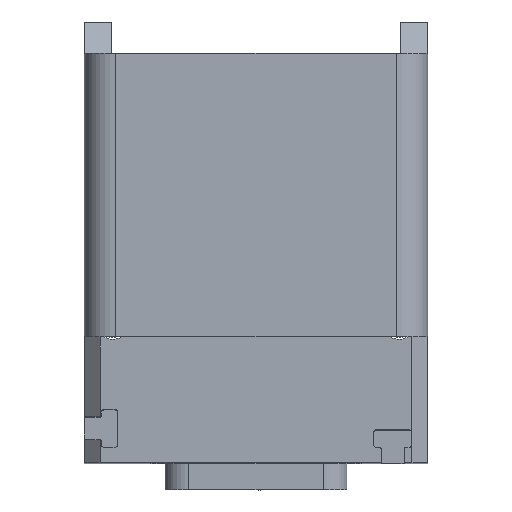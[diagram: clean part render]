
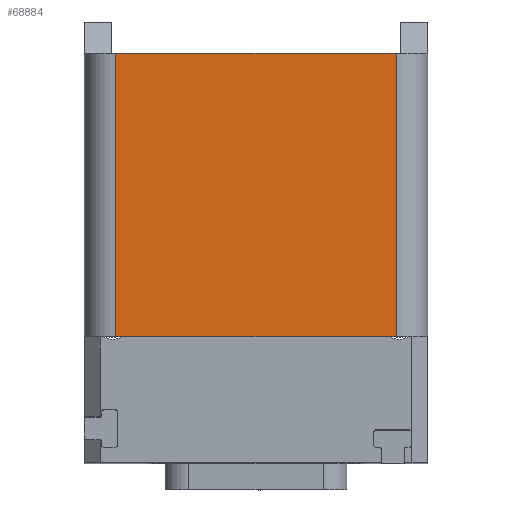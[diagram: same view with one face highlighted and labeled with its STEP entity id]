
A CAD part, top view. The second image highlights one B-rep face of the part: STEP entity #68884.
In plain terms, the highlighted planar face has unit normal (0, 0, 1).
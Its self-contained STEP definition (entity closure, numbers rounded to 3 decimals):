
#9775=DIRECTION('',(1.,0.,0.));
#9776=VECTOR('',#9775,17.8);
#9777=CARTESIAN_POINT('',(-8.9,1.65,15.85));
#9778=LINE('',#9777,#9776);
#9792=DIRECTION('',(0.,-1.,0.));
#9793=VECTOR('',#9792,18.);
#9794=CARTESIAN_POINT('',(8.9,19.65,15.85));
#9795=LINE('',#9794,#9793);
#9809=DIRECTION('',(1.,0.,0.));
#9810=VECTOR('',#9809,17.8);
#9811=CARTESIAN_POINT('',(-8.9,19.65,15.85));
#9812=LINE('',#9811,#9810);
#9813=DIRECTION('',(0.,1.,0.));
#9814=VECTOR('',#9813,18.);
#9815=CARTESIAN_POINT('',(-8.9,1.65,15.85));
#9816=LINE('',#9815,#9814);
#46112=CARTESIAN_POINT('',(-8.9,1.65,15.85));
#46113=CARTESIAN_POINT('',(8.9,1.65,15.85));
#46114=VERTEX_POINT('',#46112);
#46115=VERTEX_POINT('',#46113);
#46300=CARTESIAN_POINT('',(-8.9,19.65,15.85));
#46301=VERTEX_POINT('',#46300);
#46302=CARTESIAN_POINT('',(8.9,19.65,15.85));
#46303=VERTEX_POINT('',#46302);
#68871=CARTESIAN_POINT('',(-10.9,21.65,15.85));
#68872=DIRECTION('',(0.,0.,1.));
#68873=DIRECTION('',(0.,-1.,0.));
#68874=AXIS2_PLACEMENT_3D('',#68871,#68872,#68873);
#68875=PLANE('',#68874);
#68877=ORIENTED_EDGE('',*,*,#68876,.T.);
#68879=ORIENTED_EDGE('',*,*,#68878,.T.);
#68880=ORIENTED_EDGE('',*,*,#68860,.T.);
#68881=ORIENTED_EDGE('',*,*,#68832,.F.);
#68882=EDGE_LOOP('',(#68877,#68879,#68880,#68881));
#68883=FACE_OUTER_BOUND('',#68882,.F.);
#68884=ADVANCED_FACE('',(#68883),#68875,.T.);
#68832=EDGE_CURVE('',#46114,#46115,#9778,.T.);
#68860=EDGE_CURVE('',#46303,#46115,#9795,.T.);
#68876=EDGE_CURVE('',#46114,#46301,#9816,.T.);
#68878=EDGE_CURVE('',#46301,#46303,#9812,.T.);
